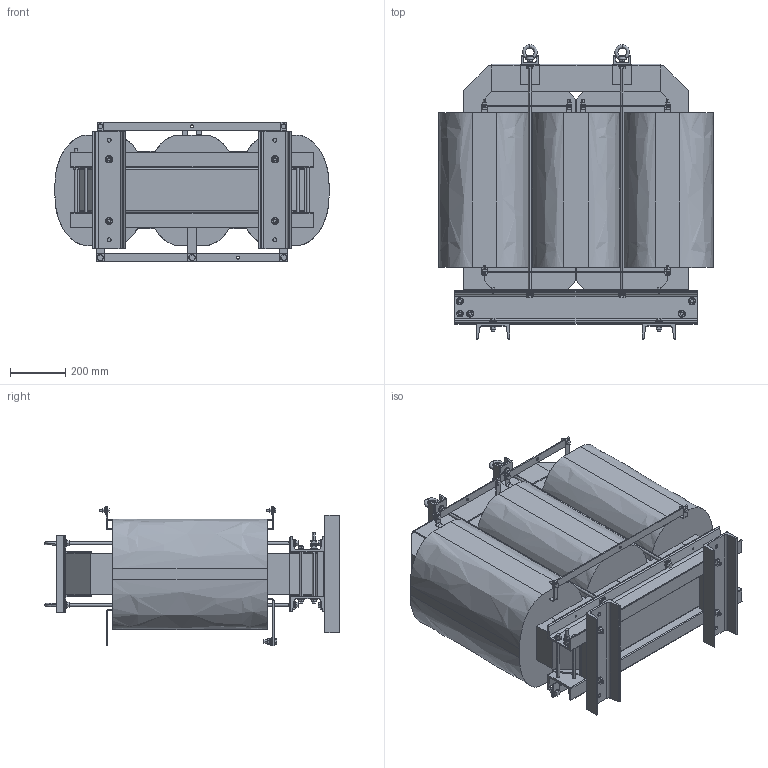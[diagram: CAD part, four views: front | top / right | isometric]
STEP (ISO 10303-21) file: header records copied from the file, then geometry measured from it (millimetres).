
FILE_DESCRIPTION (( 'STEP AP214' ), '1' );
FILE_NAME ('220254.STEP', '2020-06-12T10:57:08', ( '' ), ( '' ), 'SwSTEP 2.0', 'SolidWorks 2018', '' );
FILE_SCHEMA (( 'AUTOMOTIVE_DESIGN' ));
Length unit declared in the file: millimetre
Products named in the file (1): 220254
Bounding box: 992 x 1066 x 505 mm (x, y, z)
Volume: 237680150.2 mm3; surface area: 5034722.6 mm2
Topology: 1 solids, 1 shells, 1378 faces, 3461 edges, 2176 vertices
Faces by surface type: plane 914, cylinder 270, cone 112, torus 54, bspline 28
Entity records: 44919 total; most frequent: CARTESIAN_POINT 12042, ORIENTED_EDGE 6922, DIRECTION 6561, EDGE_CURVE 3461, VECTOR 2363, LINE 2363, VERTEX_POINT 2176, AXIS2_PLACEMENT_3D 2099
